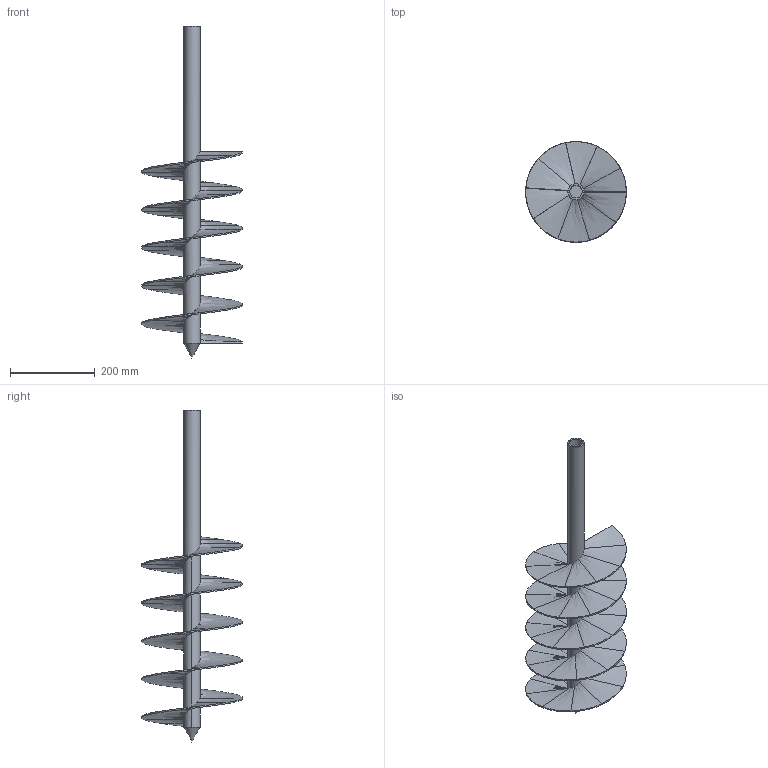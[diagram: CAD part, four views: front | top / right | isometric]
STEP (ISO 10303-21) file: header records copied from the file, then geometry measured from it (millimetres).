
FILE_DESCRIPTION(/* description */ (''),/* implementation_level */ '2;1');
FILE_NAME(/* name */ 'Day 12 - Large Auger v2.step',/* time_stamp */ '2025-10-16T21:00:40-04:00',/* author */ (''),/* organization */ (''),/* preprocessor_version */ 'ST-DEVELOPER v20.1',/* originating_system */ 'Autodesk Translation Framework v14.10.0.0',/* authorisation */ '');
FILE_SCHEMA (('AUTOMOTIVE_DESIGN { 1 0 10303 214 3 1 1 }'));
Length unit declared in the file: millimetre
Products named in the file (1): Day 12 - Large Auger
Bounding box: 238.03 x 238.03 x 785 mm (x, y, z)
Volume: 1032889.5 mm3; surface area: 622379.2 mm2
Topology: 1 solids, 1 shells, 209 faces, 472 edges, 217 vertices
Faces by surface type: bspline 197, cylinder 7, plane 4, cone 1
Full cylindrical faces by diameter (mm): 30 x1, 38 x5
Entity records: 11199 total; most frequent: CARTESIAN_POINT 8147, ORIENTED_EDGE 942, EDGE_CURVE 471, B_SPLINE_CURVE_WITH_KNOTS 455, VERTEX_POINT 217, EDGE_LOOP 210, FACE_OUTER_BOUND 209, ADVANCED_FACE 209
